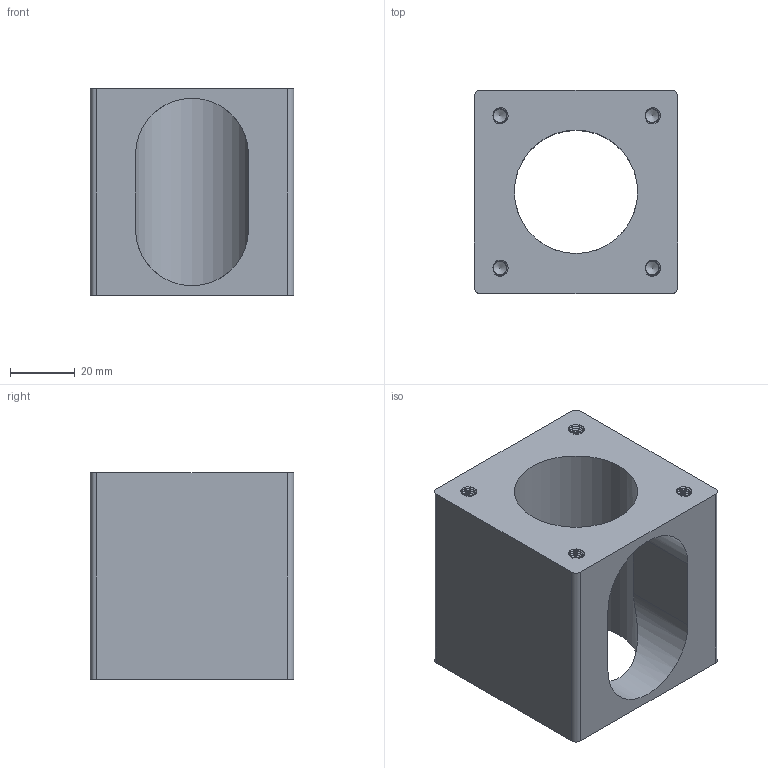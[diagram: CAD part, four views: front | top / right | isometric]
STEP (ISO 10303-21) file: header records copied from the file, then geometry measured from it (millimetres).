
FILE_DESCRIPTION(/* description */ (''),/* implementation_level */ '2;1');
FILE_NAME(/* name */ 'X-Axis Stand Off v1.step',/* time_stamp */ '2020-10-20T23:28:30+02:00',/* author */ (''),/* organization */ (''),/* preprocessor_version */ 'ST-DEVELOPER v18.1',/* originating_system */ 'Autodesk Translation Framework v9.3.0.1241',/* authorisation */ '');
FILE_SCHEMA (('AUTOMOTIVE_DESIGN { 1 0 10303 214 3 1 1 }'));
Products named in the file (1): X-Axis Stand Off
Bounding box: 63 x 63 x 64 mm (x, y, z)
Volume: 149748.3 mm3; surface area: 33204.2 mm2
Topology: 1 solids, 1 shells, 463 faces, 1359 edges, 898 vertices
Faces by surface type: cylinder 423, bspline 16, plane 16, cone 8
Full cylindrical faces by diameter (mm): 4.234 x60, 5.035 x60, 5.12 x36, 6.147 x36, 38.2 x1
Entity records: 39427 total; most frequent: CARTESIAN_POINT 28607, ORIENTED_EDGE 2702, DIRECTION 1449, EDGE_CURVE 1351, VERTEX_POINT 898, B_SPLINE_CURVE_WITH_KNOTS 858, AXIS2_PLACEMENT_3D 508, EDGE_LOOP 475
